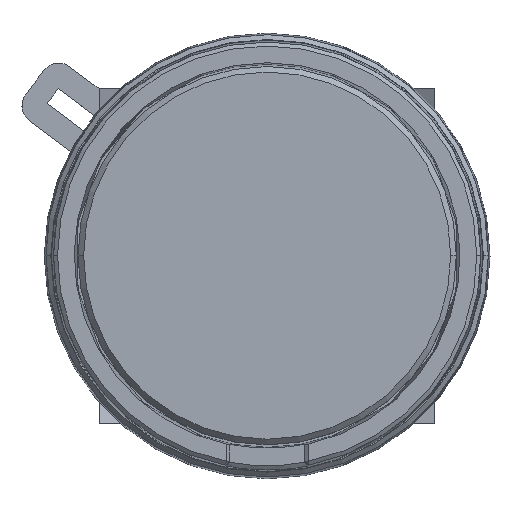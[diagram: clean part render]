
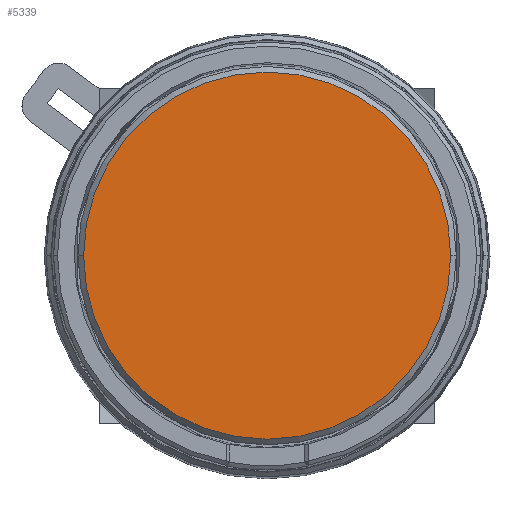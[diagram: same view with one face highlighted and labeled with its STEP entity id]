
A CAD part, top view. The second image highlights one B-rep face of the part: STEP entity #5339.
In plain terms, the highlighted planar face has unit normal (0, 0, 1).
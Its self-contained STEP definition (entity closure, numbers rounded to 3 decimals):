
#1552 = CIRCLE ( 'NONE', #3162, 9.8 ) ;
#1574 = CIRCLE ( 'NONE', #3316, 9.8 ) ;
#2273 = VERTEX_POINT ( 'NONE', #3653 ) ;
#2275 = VERTEX_POINT ( 'NONE', #3655 ) ;
#2435 = ORIENTED_EDGE ( 'NONE', *, *, #5288, .T. ) ;
#2463 = ORIENTED_EDGE ( 'NONE', *, *, #5192, .T. ) ;
#3162 = AXIS2_PLACEMENT_3D ( 'NONE', #4420, #4424, #4425 ) ;
#3316 = AXIS2_PLACEMENT_3D ( 'NONE', #4742, #4749, #4750 ) ;
#3407 = FACE_OUTER_BOUND ( 'NONE', #8704, .T. ) ;
#3412 = AXIS2_PLACEMENT_3D ( 'NONE', #5650, #5651, #5652 ) ;
#3653 = CARTESIAN_POINT ( 'NONE',  ( 9.8, 0., 11.6 ) ) ;
#3655 = CARTESIAN_POINT ( 'NONE',  ( -9.8, 0., 11.6 ) ) ;
#4420 = CARTESIAN_POINT ( 'NONE',  ( 0., 0., 11.6 ) ) ;
#4424 = DIRECTION ( 'NONE',  ( 0., 0., 1. ) ) ;
#4425 = DIRECTION ( 'NONE',  ( -1., 0., 0. ) ) ;
#4742 = CARTESIAN_POINT ( 'NONE',  ( 0., 0., 11.6 ) ) ;
#4749 = DIRECTION ( 'NONE',  ( 0., 0., 1. ) ) ;
#4750 = DIRECTION ( 'NONE',  ( -1., 0., 0. ) ) ;
#5192 = EDGE_CURVE ( 'NONE', #2273, #2275, #1552, .T. ) ;
#5288 = EDGE_CURVE ( 'NONE', #2275, #2273, #1574, .T. ) ;
#5339 = ADVANCED_FACE ( 'NONE', ( #3407 ), #5649, .T. ) ;
#5649 = PLANE ( 'NONE',  #3412 ) ;
#5650 = CARTESIAN_POINT ( 'NONE',  ( -9.918, -9.918, 11.6 ) ) ;
#5651 = DIRECTION ( 'NONE',  ( 0., 0., 1. ) ) ;
#5652 = DIRECTION ( 'NONE',  ( 1., 0., 0. ) ) ;
#8704 = EDGE_LOOP ( 'NONE', ( #2435, #2463 ) ) ;
